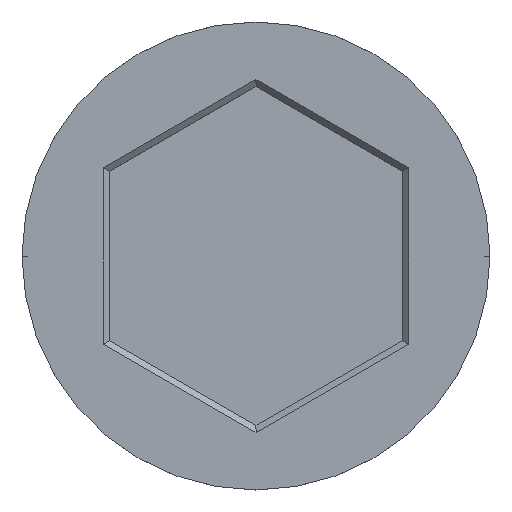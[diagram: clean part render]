
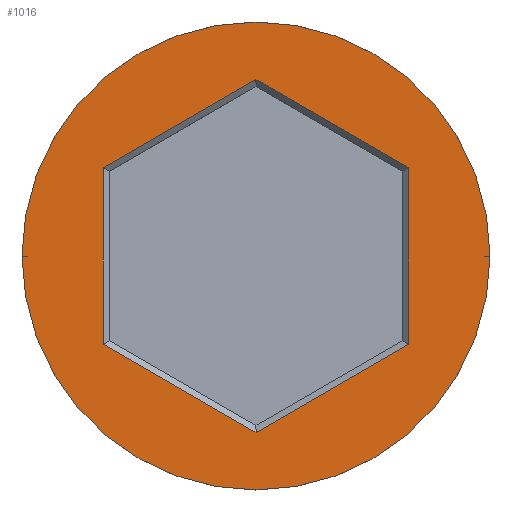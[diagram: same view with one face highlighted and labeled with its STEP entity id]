
A CAD part, top view. The second image highlights one B-rep face of the part: STEP entity #1016.
In plain terms, the highlighted planar face has unit normal (0, 0, 1).
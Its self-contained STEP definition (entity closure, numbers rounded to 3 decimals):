
#27 = VECTOR ( 'NONE', #640, 1000. ) ;
#35 = EDGE_LOOP ( 'NONE', ( #95, #617 ) ) ;
#39 = LINE ( 'NONE', #477, #700 ) ;
#45 = VECTOR ( 'NONE', #340, 1000. ) ;
#95 = ORIENTED_EDGE ( 'NONE', *, *, #625, .T. ) ;
#100 = DIRECTION ( 'NONE',  ( 0., -1., 0. ) ) ;
#104 = LINE ( 'NONE', #320, #45 ) ;
#154 = CARTESIAN_POINT ( 'NONE',  ( 0.1, -5.6, 0. ) ) ;
#159 = CARTESIAN_POINT ( 'NONE',  ( -4.9, 2.829, 0. ) ) ;
#163 = PLANE ( 'NONE',  #1150 ) ;
#192 = EDGE_CURVE ( 'NONE', #485, #636, #104, .T. ) ;
#209 = CARTESIAN_POINT ( 'NONE',  ( 4.9, -2.829, 0. ) ) ;
#248 = AXIS2_PLACEMENT_3D ( 'NONE', #575, #1458, #689 ) ;
#320 = CARTESIAN_POINT ( 'NONE',  ( -0.1, 5.6, 0. ) ) ;
#340 = DIRECTION ( 'NONE',  ( 0.866, 0.5, 0. ) ) ;
#349 = ORIENTED_EDGE ( 'NONE', *, *, #392, .T. ) ;
#362 = CARTESIAN_POINT ( 'NONE',  ( -4.9, 2.714, 0. ) ) ;
#392 = EDGE_CURVE ( 'NONE', #636, #457, #39, .T. ) ;
#418 = CARTESIAN_POINT ( 'NONE',  ( 0., 5.658, 0. ) ) ;
#457 = VERTEX_POINT ( 'NONE', #605 ) ;
#477 = CARTESIAN_POINT ( 'NONE',  ( 4.8, 2.887, 0. ) ) ;
#485 = VERTEX_POINT ( 'NONE', #159 ) ;
#515 = CARTESIAN_POINT ( 'NONE',  ( 0., 0., 0. ) ) ;
#545 = AXIS2_PLACEMENT_3D ( 'NONE', #974, #1086, #979 ) ;
#575 = CARTESIAN_POINT ( 'NONE',  ( 0., 0., 0. ) ) ;
#590 = ORIENTED_EDGE ( 'NONE', *, *, #978, .T. ) ;
#605 = CARTESIAN_POINT ( 'NONE',  ( 4.9, 2.829, 0. ) ) ;
#608 = ORIENTED_EDGE ( 'NONE', *, *, #1134, .T. ) ;
#617 = ORIENTED_EDGE ( 'NONE', *, *, #1047, .T. ) ;
#625 = EDGE_CURVE ( 'NONE', #1294, #1132, #725, .T. ) ;
#636 = VERTEX_POINT ( 'NONE', #418 ) ;
#640 = DIRECTION ( 'NONE',  ( -0.866, -0.5, 0. ) ) ;
#683 = EDGE_CURVE ( 'NONE', #1093, #485, #951, .T. ) ;
#689 = DIRECTION ( 'NONE',  ( 1., 0., 0. ) ) ;
#700 = VECTOR ( 'NONE', #1074, 1000. ) ;
#702 = VECTOR ( 'NONE', #1383, 1000. ) ;
#716 = ORIENTED_EDGE ( 'NONE', *, *, #192, .T. ) ;
#725 = CIRCLE ( 'NONE', #248, 7.5 ) ;
#735 = CARTESIAN_POINT ( 'NONE',  ( 7.5, 0., 0. ) ) ;
#748 = DIRECTION ( 'NONE',  ( 0., 0., 1. ) ) ;
#755 = VECTOR ( 'NONE', #100, 1000. ) ;
#819 = LINE ( 'NONE', #1474, #755 ) ;
#852 = FACE_OUTER_BOUND ( 'NONE', #35, .T. ) ;
#925 = CARTESIAN_POINT ( 'NONE',  ( -4.8, -2.887, 0. ) ) ;
#946 = ORIENTED_EDGE ( 'NONE', *, *, #683, .T. ) ;
#951 = LINE ( 'NONE', #362, #982 ) ;
#968 = LINE ( 'NONE', #154, #27 ) ;
#974 = CARTESIAN_POINT ( 'NONE',  ( 0., 0., 0. ) ) ;
#978 = EDGE_CURVE ( 'NONE', #1203, #1356, #968, .T. ) ;
#979 = DIRECTION ( 'NONE',  ( 1., 0., 0. ) ) ;
#982 = VECTOR ( 'NONE', #1172, 1000. ) ;
#1000 = CARTESIAN_POINT ( 'NONE',  ( 0., -5.658, 0. ) ) ;
#1016 = ADVANCED_FACE ( 'NONE', ( #1451, #852 ), #163, .T. ) ;
#1040 = CARTESIAN_POINT ( 'NONE',  ( -7.5, 0., 0. ) ) ;
#1047 = EDGE_CURVE ( 'NONE', #1132, #1294, #1180, .T. ) ;
#1074 = DIRECTION ( 'NONE',  ( 0.866, -0.5, 0. ) ) ;
#1086 = DIRECTION ( 'NONE',  ( 0., 0., 1. ) ) ;
#1093 = VERTEX_POINT ( 'NONE', #1190 ) ;
#1105 = EDGE_CURVE ( 'NONE', #1356, #1093, #1199, .T. ) ;
#1108 = ORIENTED_EDGE ( 'NONE', *, *, #1105, .T. ) ;
#1132 = VERTEX_POINT ( 'NONE', #1040 ) ;
#1134 = EDGE_CURVE ( 'NONE', #457, #1203, #819, .T. ) ;
#1150 = AXIS2_PLACEMENT_3D ( 'NONE', #515, #748, #1445 ) ;
#1172 = DIRECTION ( 'NONE',  ( 0., 1., 0. ) ) ;
#1180 = CIRCLE ( 'NONE', #545, 7.5 ) ;
#1190 = CARTESIAN_POINT ( 'NONE',  ( -4.9, -2.829, 0. ) ) ;
#1199 = LINE ( 'NONE', #925, #702 ) ;
#1203 = VERTEX_POINT ( 'NONE', #209 ) ;
#1294 = VERTEX_POINT ( 'NONE', #735 ) ;
#1356 = VERTEX_POINT ( 'NONE', #1000 ) ;
#1383 = DIRECTION ( 'NONE',  ( -0.866, 0.5, 0. ) ) ;
#1432 = EDGE_LOOP ( 'NONE', ( #1108, #946, #716, #349, #608, #590 ) ) ;
#1445 = DIRECTION ( 'NONE',  ( 1., 0., 0. ) ) ;
#1451 = FACE_BOUND ( 'NONE', #1432, .T. ) ;
#1458 = DIRECTION ( 'NONE',  ( 0., 0., 1. ) ) ;
#1474 = CARTESIAN_POINT ( 'NONE',  ( 4.9, -2.714, 0. ) ) ;
